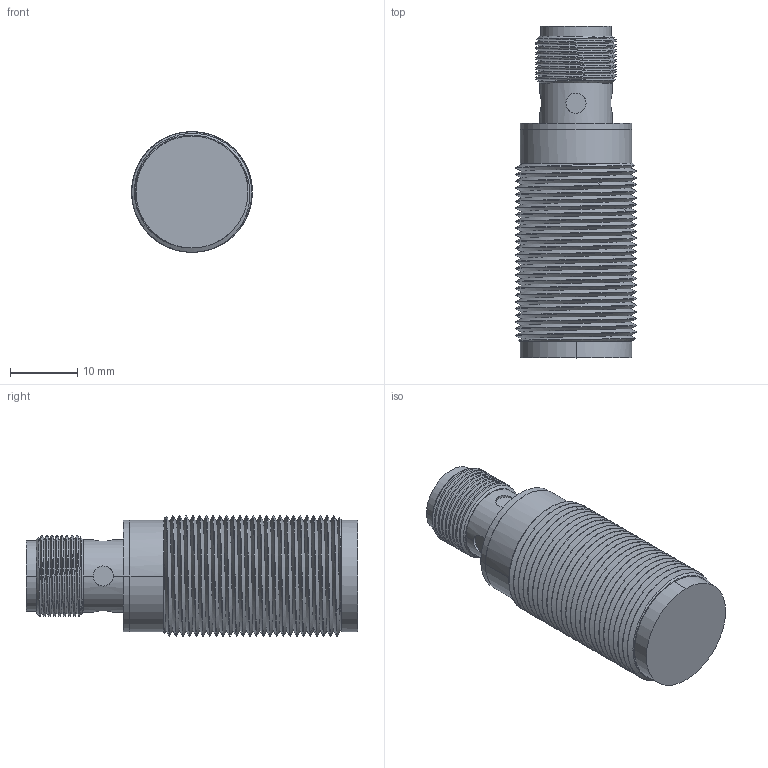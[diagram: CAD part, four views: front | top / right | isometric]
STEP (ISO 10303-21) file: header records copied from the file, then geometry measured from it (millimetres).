
FILE_DESCRIPTION((''),'2;1');
FILE_NAME('ECS1-1808X-XRS4','2017-01-19T',('Administrator'),(''),'PRO/ENGINEER BY PARAMETRIC TECHNOLOGY CORPORATION, 2007170','PRO/ENGINEER BY PARAMETRIC TECHNOLOGY CORPORATION, 2007170','');
FILE_SCHEMA(('CONFIG_CONTROL_DESIGN'));
Length unit declared in the file: millimetre
Products named in the file (1): ECS1-1808X-XRS4
Bounding box: 18 x 49.5 x 18 mm (x, y, z)
Volume: 8932.8 mm3; surface area: 4971.6 mm2
Topology: 1 solids, 1 shells, 149 faces, 395 edges, 251 vertices
Faces by surface type: cylinder 95, bspline 22, plane 18, sphere 8, cone 6
Entity records: 13468 total; most frequent: CARTESIAN_POINT 10158, ORIENTED_EDGE 774, DIRECTION 524, EDGE_CURVE 387, VERTEX_POINT 251, AXIS2_PLACEMENT_3D 201, B_SPLINE_CURVE_WITH_KNOTS 191, EDGE_LOOP 160
